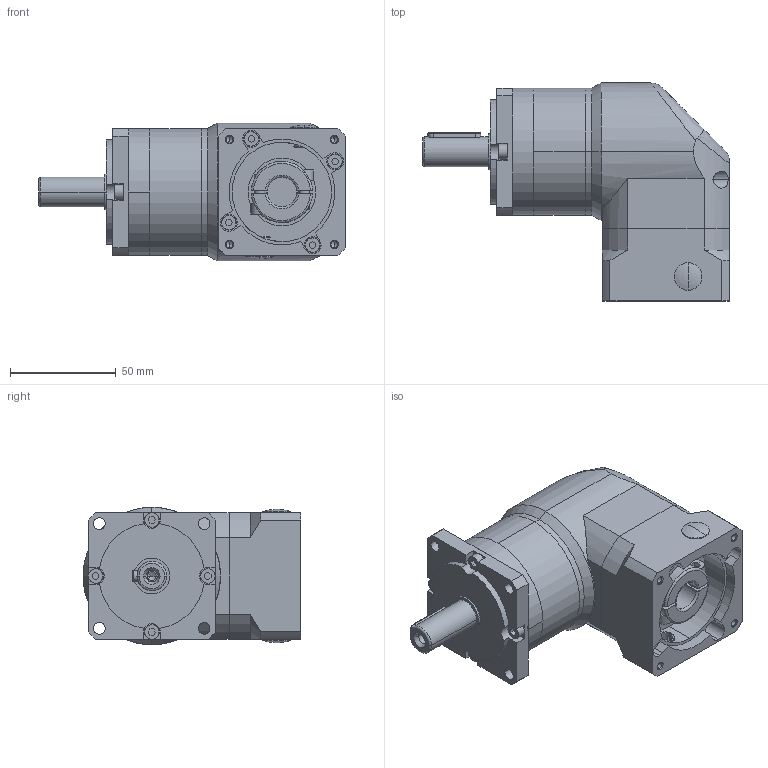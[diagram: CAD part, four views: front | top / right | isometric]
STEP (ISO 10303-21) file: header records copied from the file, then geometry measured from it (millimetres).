
FILE_DESCRIPTION (( 'STEP AP214' ), '1' );
FILE_NAME ('GPFR060-L1-14-50-70-M4.STEP', '2024-07-09T06:00:31', ( '' ), ( '' ), 'SwSTEP 2.0', 'SolidWorks 2019', '' );
FILE_SCHEMA (( 'AUTOMOTIVE_DESIGN' ));
Length unit declared in the file: millimetre
Products named in the file (1): GPFR060-L1-14-50-70-M4
Bounding box: 145 x 103 x 65 mm (x, y, z)
Volume: 433046.8 mm3; surface area: 79818.8 mm2
Topology: 23 solids, 23 shells, 583 faces, 1446 edges, 922 vertices
Faces by surface type: plane 268, cylinder 185, torus 50, cone 48, bspline 32
Entity records: 20666 total; most frequent: CARTESIAN_POINT 6511, DIRECTION 2937, ORIENTED_EDGE 2864, EDGE_CURVE 1432, AXIS2_PLACEMENT_3D 1115, VERTEX_POINT 922, VECTOR 707, LINE 707
